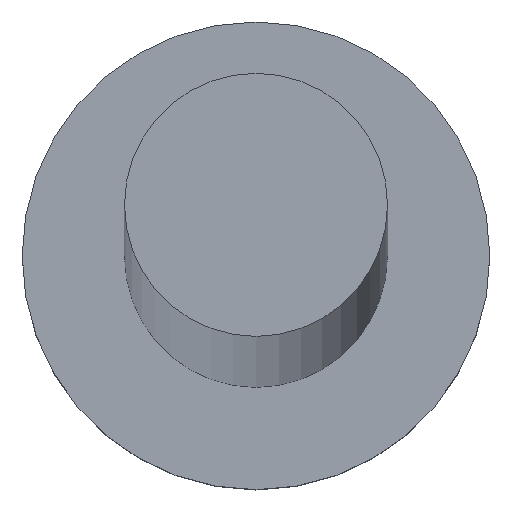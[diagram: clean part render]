
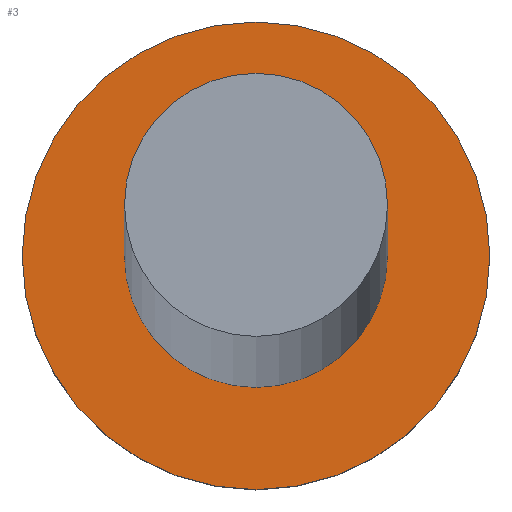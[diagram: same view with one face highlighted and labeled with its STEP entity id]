
A CAD part, top view. The second image highlights one B-rep face of the part: STEP entity #3.
In plain terms, the highlighted planar face has unit normal (0, 0, 1).
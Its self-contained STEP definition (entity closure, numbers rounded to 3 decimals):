
#3 = ADVANCED_FACE ( 'NONE', ( #25, #191 ), #100, .T. ) ;
#4 = VERTEX_POINT ( 'NONE', #248 ) ;
#10 = EDGE_CURVE ( 'NONE', #4, #189, #46, .T. ) ;
#14 = DIRECTION ( 'NONE',  ( 1., 0., 0. ) ) ;
#15 = CIRCLE ( 'NONE', #36, 4. ) ;
#25 = FACE_BOUND ( 'NONE', #224, .T. ) ;
#34 = DIRECTION ( 'NONE',  ( 1., 0., 0. ) ) ;
#36 = AXIS2_PLACEMENT_3D ( 'NONE', #123, #231, #14 ) ;
#46 = CIRCLE ( 'NONE', #184, 2.25 ) ;
#50 = VERTEX_POINT ( 'NONE', #214 ) ;
#59 = DIRECTION ( 'NONE',  ( 1., 0., 0. ) ) ;
#60 = CIRCLE ( 'NONE', #201, 2.25 ) ;
#62 = DIRECTION ( 'NONE',  ( 1., 0., 0. ) ) ;
#75 = EDGE_CURVE ( 'NONE', #209, #50, #15, .T. ) ;
#80 = CARTESIAN_POINT ( 'NONE',  ( 0., 0., 3. ) ) ;
#100 = PLANE ( 'NONE',  #110 ) ;
#107 = EDGE_CURVE ( 'NONE', #50, #209, #254, .T. ) ;
#110 = AXIS2_PLACEMENT_3D ( 'NONE', #80, #141, #34 ) ;
#120 = ORIENTED_EDGE ( 'NONE', *, *, #152, .F. ) ;
#123 = CARTESIAN_POINT ( 'NONE',  ( 0., 0., 3. ) ) ;
#131 = ORIENTED_EDGE ( 'NONE', *, *, #10, .F. ) ;
#140 = DIRECTION ( 'NONE',  ( 0., 0., 1. ) ) ;
#141 = DIRECTION ( 'NONE',  ( 0., 0., 1. ) ) ;
#152 = EDGE_CURVE ( 'NONE', #189, #4, #60, .T. ) ;
#158 = CARTESIAN_POINT ( 'NONE',  ( 0., 0., 3. ) ) ;
#161 = CARTESIAN_POINT ( 'NONE',  ( 0., 0., 3. ) ) ;
#168 = AXIS2_PLACEMENT_3D ( 'NONE', #161, #249, #59 ) ;
#183 = CARTESIAN_POINT ( 'NONE',  ( -4., 0., 3. ) ) ;
#184 = AXIS2_PLACEMENT_3D ( 'NONE', #158, #229, #62 ) ;
#186 = ORIENTED_EDGE ( 'NONE', *, *, #75, .T. ) ;
#189 = VERTEX_POINT ( 'NONE', #202 ) ;
#191 = FACE_OUTER_BOUND ( 'NONE', #207, .T. ) ;
#201 = AXIS2_PLACEMENT_3D ( 'NONE', #211, #140, #213 ) ;
#202 = CARTESIAN_POINT ( 'NONE',  ( 2.25, 0., 3. ) ) ;
#207 = EDGE_LOOP ( 'NONE', ( #186, #240 ) ) ;
#209 = VERTEX_POINT ( 'NONE', #183 ) ;
#211 = CARTESIAN_POINT ( 'NONE',  ( 0., 0., 3. ) ) ;
#213 = DIRECTION ( 'NONE',  ( 1., 0., 0. ) ) ;
#214 = CARTESIAN_POINT ( 'NONE',  ( 4., 0., 3. ) ) ;
#224 = EDGE_LOOP ( 'NONE', ( #131, #120 ) ) ;
#229 = DIRECTION ( 'NONE',  ( 0., 0., 1. ) ) ;
#231 = DIRECTION ( 'NONE',  ( 0., 0., 1. ) ) ;
#240 = ORIENTED_EDGE ( 'NONE', *, *, #107, .T. ) ;
#248 = CARTESIAN_POINT ( 'NONE',  ( -2.25, 0., 3. ) ) ;
#249 = DIRECTION ( 'NONE',  ( 0., 0., 1. ) ) ;
#254 = CIRCLE ( 'NONE', #168, 4. ) ;
